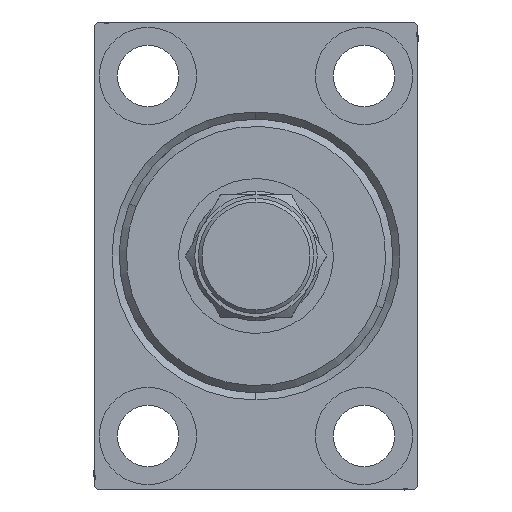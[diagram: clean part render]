
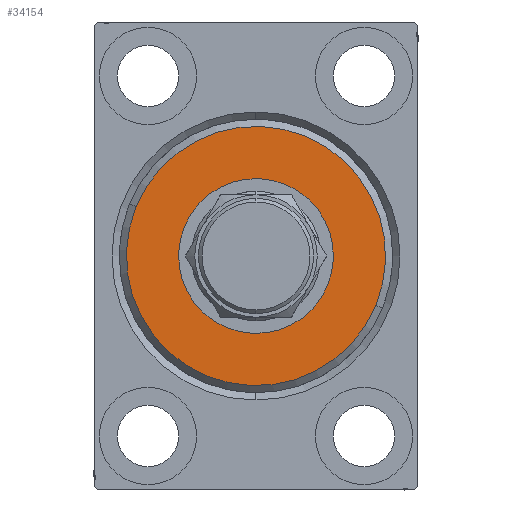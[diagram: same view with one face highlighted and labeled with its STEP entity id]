
A CAD part, left-side view. The second image highlights one B-rep face of the part: STEP entity #34154.
In plain terms, the highlighted face is planar.
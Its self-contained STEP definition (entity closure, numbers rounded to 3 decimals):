
#29 = CARTESIAN_POINT ( 'NONE',  ( 3., 0., 0. ) ) ;
#513 = EDGE_CURVE ( 'NONE', #12336, #34377, #781, .T. ) ;
#781 = CIRCLE ( 'NONE', #13252, 10.75 ) ;
#1430 = CARTESIAN_POINT ( 'NONE',  ( 3., 0., 18. ) ) ;
#1577 = CARTESIAN_POINT ( 'NONE',  ( 3., 0., 0. ) ) ;
#2209 = CARTESIAN_POINT ( 'NONE',  ( 3., 0., 0. ) ) ;
#3026 = FACE_BOUND ( 'NONE', #16881, .T. ) ;
#3451 = VERTEX_POINT ( 'NONE', #19502 ) ;
#3696 = AXIS2_PLACEMENT_3D ( 'NONE', #29, #38421, #14049 ) ;
#6112 = DIRECTION ( 'NONE',  ( 1., 0., 0. ) ) ;
#7540 = ORIENTED_EDGE ( 'NONE', *, *, #15382, .T. ) ;
#7808 = CARTESIAN_POINT ( 'NONE',  ( 3., 0., 0. ) ) ;
#9064 = ORIENTED_EDGE ( 'NONE', *, *, #10264, .T. ) ;
#9113 = DIRECTION ( 'NONE',  ( 0., 0., -1. ) ) ;
#10222 = CIRCLE ( 'NONE', #28588, 18. ) ;
#10264 = EDGE_CURVE ( 'NONE', #34377, #12336, #25978, .T. ) ;
#12336 = VERTEX_POINT ( 'NONE', #30630 ) ;
#12653 = CIRCLE ( 'NONE', #39817, 18. ) ;
#13252 = AXIS2_PLACEMENT_3D ( 'NONE', #42160, #18246, #25147 ) ;
#14049 = DIRECTION ( 'NONE',  ( 0., 0., -1. ) ) ;
#15382 = EDGE_CURVE ( 'NONE', #3451, #33115, #10222, .T. ) ;
#16881 = EDGE_LOOP ( 'NONE', ( #40562, #9064 ) ) ;
#17684 = DIRECTION ( 'NONE',  ( 1., 0., 0. ) ) ;
#18246 = DIRECTION ( 'NONE',  ( -1., 0., 0. ) ) ;
#19502 = CARTESIAN_POINT ( 'NONE',  ( 3., 0., -18. ) ) ;
#20338 = EDGE_LOOP ( 'NONE', ( #23267, #7540 ) ) ;
#21173 = FACE_OUTER_BOUND ( 'NONE', #20338, .T. ) ;
#21636 = CARTESIAN_POINT ( 'NONE',  ( 3., 0., -10.75 ) ) ;
#23267 = ORIENTED_EDGE ( 'NONE', *, *, #43844, .T. ) ;
#25147 = DIRECTION ( 'NONE',  ( 0., 0., -1. ) ) ;
#25227 = AXIS2_PLACEMENT_3D ( 'NONE', #1577, #43415, #43645 ) ;
#25978 = CIRCLE ( 'NONE', #25227, 10.75 ) ;
#28588 = AXIS2_PLACEMENT_3D ( 'NONE', #2209, #6112, #9113 ) ;
#30630 = CARTESIAN_POINT ( 'NONE',  ( 3., 0., 10.75 ) ) ;
#33115 = VERTEX_POINT ( 'NONE', #1430 ) ;
#34154 = ADVANCED_FACE ( 'NONE', ( #21173, #3026 ), #37971, .T. ) ;
#34377 = VERTEX_POINT ( 'NONE', #21636 ) ;
#37971 = PLANE ( 'NONE',  #3696 ) ;
#38421 = DIRECTION ( 'NONE',  ( 1., 0., 0. ) ) ;
#39817 = AXIS2_PLACEMENT_3D ( 'NONE', #7808, #17684, #45499 ) ;
#40562 = ORIENTED_EDGE ( 'NONE', *, *, #513, .T. ) ;
#42160 = CARTESIAN_POINT ( 'NONE',  ( 3., 0., 0. ) ) ;
#43415 = DIRECTION ( 'NONE',  ( -1., 0., 0. ) ) ;
#43645 = DIRECTION ( 'NONE',  ( 0., 0., -1. ) ) ;
#43844 = EDGE_CURVE ( 'NONE', #33115, #3451, #12653, .T. ) ;
#45499 = DIRECTION ( 'NONE',  ( 0., 0., -1. ) ) ;
